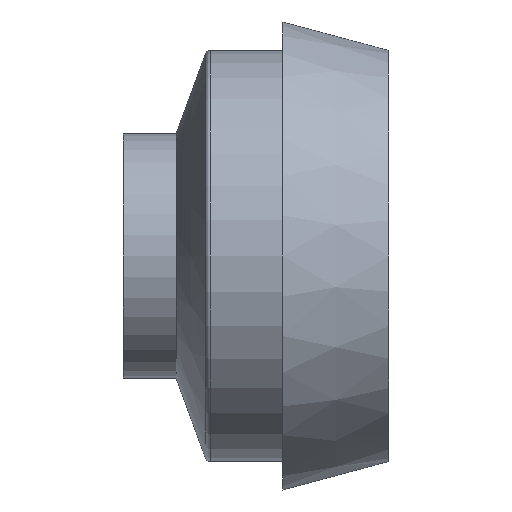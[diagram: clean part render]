
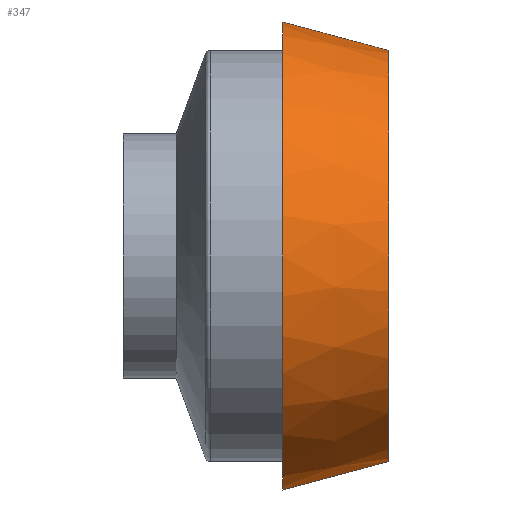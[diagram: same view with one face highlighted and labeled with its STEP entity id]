
A CAD part, front view. The second image highlights one B-rep face of the part: STEP entity #347.
In plain terms, the highlighted conical face has half-angle 15 degrees and reference radius 19.32 mm.
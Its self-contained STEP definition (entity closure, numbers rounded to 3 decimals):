
#11 = CARTESIAN_POINT ( 'NONE',  ( 7.581, 0., -19.321 ) ) ;
#19 = LINE ( 'NONE', #55, #185 ) ;
#55 = CARTESIAN_POINT ( 'NONE',  ( 7.581, 0., 19.321 ) ) ;
#70 = DIRECTION ( 'NONE',  ( 0., 0., 1. ) ) ;
#80 = CARTESIAN_POINT ( 'NONE',  ( 7.581, 0., 0. ) ) ;
#100 = DIRECTION ( 'NONE',  ( -0.966, 0., 0.259 ) ) ;
#105 = ORIENTED_EDGE ( 'NONE', *, *, #410, .F. ) ;
#120 = EDGE_CURVE ( 'NONE', #450, #237, #353, .T. ) ;
#133 = DIRECTION ( 'NONE',  ( -0.966, 0., -0.259 ) ) ;
#142 = DIRECTION ( 'NONE',  ( -1., 0., 0. ) ) ;
#153 = EDGE_CURVE ( 'NONE', #237, #484, #19, .T. ) ;
#162 = CIRCLE ( 'NONE', #400, 22. ) ;
#181 = VECTOR ( 'NONE', #133, 1000. ) ;
#185 = VECTOR ( 'NONE', #100, 1000. ) ;
#194 = DIRECTION ( 'NONE',  ( -1., 0., 0. ) ) ;
#220 = DIRECTION ( 'NONE',  ( -1., 0., 0. ) ) ;
#224 = LINE ( 'NONE', #11, #181 ) ;
#237 = VERTEX_POINT ( 'NONE', #481 ) ;
#260 = CARTESIAN_POINT ( 'NONE',  ( -2.419, 0., 0. ) ) ;
#271 = VERTEX_POINT ( 'NONE', #478 ) ;
#287 = CONICAL_SURFACE ( 'NONE', #354, 19.321, 0.262 ) ;
#307 = EDGE_LOOP ( 'NONE', ( #459, #326, #473, #105 ) ) ;
#326 = ORIENTED_EDGE ( 'NONE', *, *, #120, .T. ) ;
#344 = CARTESIAN_POINT ( 'NONE',  ( 7.581, 0., 0. ) ) ;
#347 = ADVANCED_FACE ( 'NONE', ( #488 ), #287, .T. ) ;
#353 = CIRCLE ( 'NONE', #518, 19.321 ) ;
#354 = AXIS2_PLACEMENT_3D ( 'NONE', #80, #194, #70 ) ;
#383 = DIRECTION ( 'NONE',  ( 0., 0., 1. ) ) ;
#390 = CARTESIAN_POINT ( 'NONE',  ( -2.419, 0., 22. ) ) ;
#400 = AXIS2_PLACEMENT_3D ( 'NONE', #260, #220, #383 ) ;
#410 = EDGE_CURVE ( 'NONE', #271, #484, #162, .T. ) ;
#431 = DIRECTION ( 'NONE',  ( 0., 0., 1. ) ) ;
#450 = VERTEX_POINT ( 'NONE', #501 ) ;
#459 = ORIENTED_EDGE ( 'NONE', *, *, #516, .F. ) ;
#473 = ORIENTED_EDGE ( 'NONE', *, *, #153, .T. ) ;
#478 = CARTESIAN_POINT ( 'NONE',  ( -2.419, 0., -22. ) ) ;
#481 = CARTESIAN_POINT ( 'NONE',  ( 7.581, 0., 19.321 ) ) ;
#484 = VERTEX_POINT ( 'NONE', #390 ) ;
#488 = FACE_OUTER_BOUND ( 'NONE', #307, .T. ) ;
#501 = CARTESIAN_POINT ( 'NONE',  ( 7.581, 0., -19.321 ) ) ;
#516 = EDGE_CURVE ( 'NONE', #450, #271, #224, .T. ) ;
#518 = AXIS2_PLACEMENT_3D ( 'NONE', #344, #142, #431 ) ;
